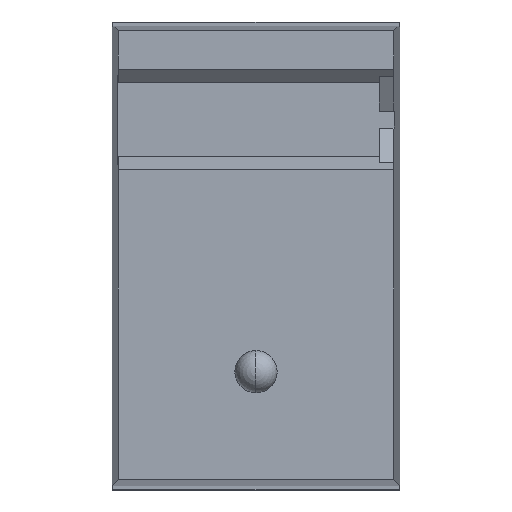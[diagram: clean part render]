
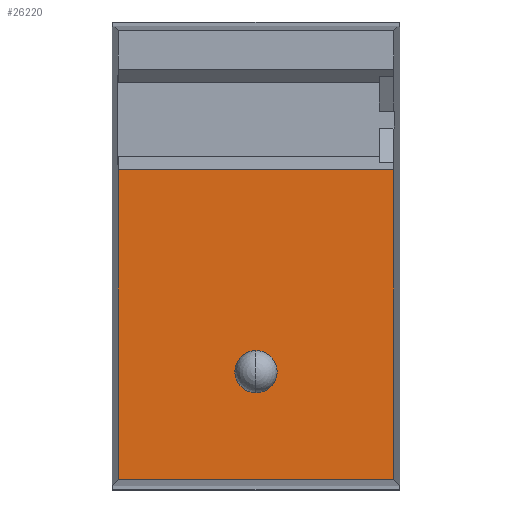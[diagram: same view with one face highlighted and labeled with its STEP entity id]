
A CAD part, top view. The second image highlights one B-rep face of the part: STEP entity #26220.
In plain terms, the highlighted face is planar.
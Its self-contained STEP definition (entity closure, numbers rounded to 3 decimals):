
#1670=CARTESIAN_POINT('',(-13.302,33.765,13.796));
#1680=VERTEX_POINT('',#1670);
#2010=CARTESIAN_POINT('',(-13.302,33.765,-5.746));
#2020=VERTEX_POINT('',#2010);
#2050=CARTESIAN_POINT('',(-13.302,33.765,7.1));
#2060=DIRECTION('',(0.,0.,1.));
#2070=VECTOR('',#2060,1.);
#2080=LINE('',#2050,#2070);
#2090=EDGE_CURVE('',#2020,#1680,#2080,.T.);
#4160=CARTESIAN_POINT('',(-23.572,33.765,7.125));
#4170=DIRECTION('',(-0.,-1.,-0.));
#4180=DIRECTION('',(-1.,0.,0.));
#4190=AXIS2_PLACEMENT_3D('',#4160,#4170,#4180);
#4200=PLANE('',#4190);
#11630=CARTESIAN_POINT('',(-0.474,33.765,4.025))
;
#11640=VERTEX_POINT('',#11630);
#11820=CARTESIAN_POINT('',(2.526,33.765,4.025));
#11830=VERTEX_POINT('',#11820);
#11860=CARTESIAN_POINT('',(1.026,33.765,4.025));
#11870=DIRECTION('',(0.,1.,0.));
#11880=DIRECTION('',(1.,0.,0.));
#11890=AXIS2_PLACEMENT_3D('',#11860,#11870,#11880);
#11900=CIRCLE('',#11890,1.5);
#11910=EDGE_CURVE('',#11640,#11830,#11900,.T.);
#24470=CARTESIAN_POINT('',(-23.524,33.765,13.796));
#24480=DIRECTION('',(1.,0.,0.));
#24490=VECTOR('',#24480,1.);
#24500=LINE('',#24470,#24490);
#24510=CARTESIAN_POINT('',(8.647,33.765,13.796));
#24520=VERTEX_POINT('',#24510);
#24530=EDGE_CURVE('',#1680,#24520,#24500,.T.);
#25990=ORIENTED_EDGE('',*,*,#24530,.T.);
#26000=ORIENTED_EDGE('',*,*,#2090,.T.);
#26010=CARTESIAN_POINT('',(-23.524,33.765,-5.746));
#26020=DIRECTION('',(1.,0.,0.));
#26030=VECTOR('',#26020,1.);
#26040=LINE('',#26010,#26030);
#26050=CARTESIAN_POINT('',(8.647,33.765,-5.746));
#26060=VERTEX_POINT('',#26050);
#26070=EDGE_CURVE('',#2020,#26060,#26040,.T.);
#26080=ORIENTED_EDGE('',*,*,#26070,.F.);
#26090=CARTESIAN_POINT('',(8.647,33.765,7.1));
#26100=DIRECTION('',(0.,0.,1.));
#26110=VECTOR('',#26100,1.);
#26120=LINE('',#26090,#26110);
#26130=EDGE_CURVE('',#26060,#24520,#26120,.T.);
#26140=ORIENTED_EDGE('',*,*,#26130,.F.);
#26150=EDGE_LOOP('',(#26140,#26080,#26000,#25990));
#26160=FACE_OUTER_BOUND('',#26150,.T.);
#26170=EDGE_CURVE('',#11830,#11640,#11900,.T.);
#26180=ORIENTED_EDGE('',*,*,#26170,.F.);
#26190=ORIENTED_EDGE('',*,*,#11910,.F.);
#26200=EDGE_LOOP('',(#26190,#26180));
#26210=FACE_BOUND('',#26200,.T.);
#26220=ADVANCED_FACE('',(#26160,#26210),#4200,.F.);
